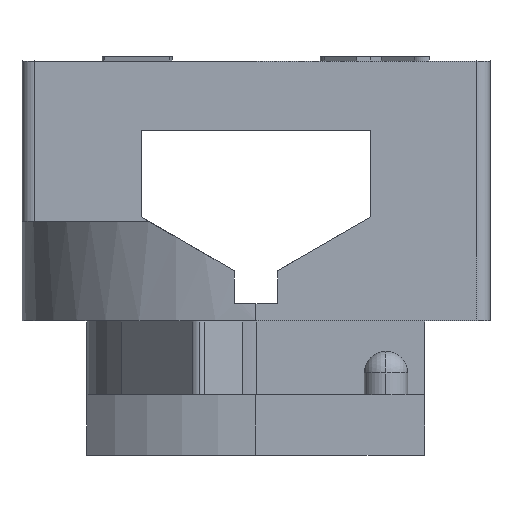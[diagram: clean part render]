
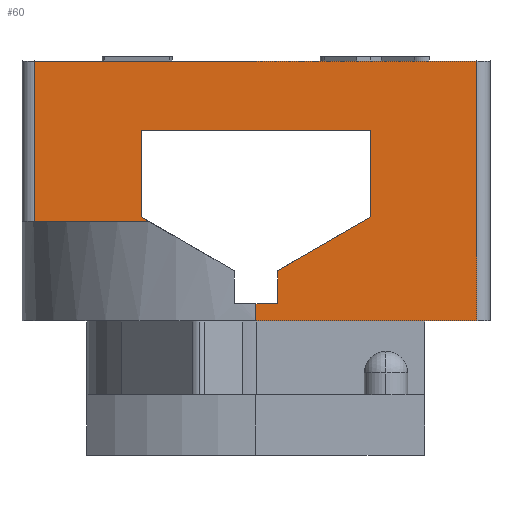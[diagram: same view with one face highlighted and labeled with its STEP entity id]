
A CAD part, left-side view. The second image highlights one B-rep face of the part: STEP entity #60.
In plain terms, the highlighted planar face has unit normal (-1, 0, 0).
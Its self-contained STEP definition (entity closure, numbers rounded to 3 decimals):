
#15 = EDGE_LOOP ( 'NONE', ( #1104, #2329, #1837, #5141, #1189, #821, #203, #5272, #1893, #3157, #145, #3295, #345 ) ) ;
#60 = ADVANCED_FACE ( 'NONE', ( #2932 ), #5619, .T. ) ;
#100 = LINE ( 'NONE', #1836, #504 ) ;
#106 = CARTESIAN_POINT ( 'NONE',  ( -5.4, 5.1, -3.7 ) ) ;
#110 = VERTEX_POINT ( 'NONE', #2431 ) ;
#145 = ORIENTED_EDGE ( 'NONE', *, *, #748, .F. ) ;
#197 = LINE ( 'NONE', #2004, #732 ) ;
#203 = ORIENTED_EDGE ( 'NONE', *, *, #1715, .F. ) ;
#312 = VERTEX_POINT ( 'NONE', #2747 ) ;
#345 = ORIENTED_EDGE ( 'NONE', *, *, #4278, .T. ) ;
#463 = VECTOR ( 'NONE', #1833, 1000. ) ;
#504 = VECTOR ( 'NONE', #3264, 1000. ) ;
#556 = DIRECTION ( 'NONE',  ( 0., 1., 0. ) ) ;
#671 = LINE ( 'NONE', #1695, #3768 ) ;
#686 = CARTESIAN_POINT ( 'NONE',  ( -5.4, -2.65, -1.6 ) ) ;
#730 = DIRECTION ( 'NONE',  ( 0., 0., -1. ) ) ;
#732 = VECTOR ( 'NONE', #3369, 1000. ) ;
#740 = VECTOR ( 'NONE', #2936, 1000. ) ;
#748 = EDGE_CURVE ( 'NONE', #2328, #3297, #100, .T. ) ;
#750 = LINE ( 'NONE', #4328, #2766 ) ;
#761 = DIRECTION ( 'NONE',  ( 0., 0., 1. ) ) ;
#808 = EDGE_CURVE ( 'NONE', #2791, #4703, #3831, .T. ) ;
#821 = ORIENTED_EDGE ( 'NONE', *, *, #3935, .F. ) ;
#834 = EDGE_CURVE ( 'NONE', #2373, #2791, #750, .T. ) ;
#930 = CARTESIAN_POINT ( 'NONE',  ( -5.4, 2.65, -6. ) ) ;
#1074 = DIRECTION ( 'NONE',  ( 0., 0., 1. ) ) ;
#1090 = EDGE_CURVE ( 'NONE', #110, #2328, #4760, .T. ) ;
#1099 = DIRECTION ( 'NONE',  ( 0., -1., 0. ) ) ;
#1104 = ORIENTED_EDGE ( 'NONE', *, *, #834, .T. ) ;
#1189 = ORIENTED_EDGE ( 'NONE', *, *, #1970, .F. ) ;
#1215 = CARTESIAN_POINT ( 'NONE',  ( -5.4, 2.65, -1.6 ) ) ;
#1279 = CARTESIAN_POINT ( 'NONE',  ( -5.4, -0.5, -5.6 ) ) ;
#1297 = CARTESIAN_POINT ( 'NONE',  ( -5.4, -5.4, 0. ) ) ;
#1491 = LINE ( 'NONE', #3334, #1770 ) ;
#1613 = CARTESIAN_POINT ( 'NONE',  ( -5.4, -0.5, -4.841 ) ) ;
#1672 = VERTEX_POINT ( 'NONE', #106 ) ;
#1695 = CARTESIAN_POINT ( 'NONE',  ( -5.4, -2.65, -6. ) ) ;
#1715 = EDGE_CURVE ( 'NONE', #2625, #3808, #4601, .T. ) ;
#1718 = VECTOR ( 'NONE', #1074, 1000. ) ;
#1770 = VECTOR ( 'NONE', #2827, 1000. ) ;
#1833 = DIRECTION ( 'NONE',  ( 0., 0., -1. ) ) ;
#1836 = CARTESIAN_POINT ( 'NONE',  ( -5.4, -0.5, -6. ) ) ;
#1837 = ORIENTED_EDGE ( 'NONE', *, *, #3067, .F. ) ;
#1893 = ORIENTED_EDGE ( 'NONE', *, *, #3339, .F. ) ;
#1970 = EDGE_CURVE ( 'NONE', #3614, #1672, #2422, .T. ) ;
#2004 = CARTESIAN_POINT ( 'NONE',  ( -5.4, -3.673, -3.009 ) ) ;
#2015 = CARTESIAN_POINT ( 'NONE',  ( -5.4, -5.4, -6. ) ) ;
#2228 = EDGE_CURVE ( 'NONE', #3297, #3944, #197, .T. ) ;
#2278 = VECTOR ( 'NONE', #730, 1000. ) ;
#2328 = VERTEX_POINT ( 'NONE', #1279 ) ;
#2329 = ORIENTED_EDGE ( 'NONE', *, *, #808, .T. ) ;
#2373 = VERTEX_POINT ( 'NONE', #4540 ) ;
#2407 = DIRECTION ( 'NONE',  ( -1., 0., 0. ) ) ;
#2410 = CARTESIAN_POINT ( 'NONE',  ( -5.4, -2.65, -3.6 ) ) ;
#2422 = LINE ( 'NONE', #4607, #3424 ) ;
#2431 = CARTESIAN_POINT ( 'NONE',  ( -5.4, 0., -5.6 ) ) ;
#2513 = CARTESIAN_POINT ( 'NONE',  ( -5.4, 0., 7.637 ) ) ;
#2571 = LINE ( 'NONE', #2513, #2278 ) ;
#2625 = VERTEX_POINT ( 'NONE', #1215 ) ;
#2747 = CARTESIAN_POINT ( 'NONE',  ( -5.4, 5.1, 0. ) ) ;
#2766 = VECTOR ( 'NONE', #1099, 1000. ) ;
#2786 = CARTESIAN_POINT ( 'NONE',  ( -5.4, -5.1, -6. ) ) ;
#2791 = VERTEX_POINT ( 'NONE', #2786 ) ;
#2827 = DIRECTION ( 'NONE',  ( 0., 1., 0. ) ) ;
#2932 = FACE_OUTER_BOUND ( 'NONE', #15, .T. ) ;
#2936 = DIRECTION ( 'NONE',  ( 0., 0., -1. ) ) ;
#2949 = VERTEX_POINT ( 'NONE', #686 ) ;
#2980 = DIRECTION ( 'NONE',  ( 0., -1., 0. ) ) ;
#3067 = EDGE_CURVE ( 'NONE', #312, #4703, #5347, .T. ) ;
#3107 = DIRECTION ( 'NONE',  ( 0., -1., 0. ) ) ;
#3157 = ORIENTED_EDGE ( 'NONE', *, *, #2228, .F. ) ;
#3264 = DIRECTION ( 'NONE',  ( 0., 0., 1. ) ) ;
#3282 = VECTOR ( 'NONE', #2980, 1000. ) ;
#3295 = ORIENTED_EDGE ( 'NONE', *, *, #1090, .F. ) ;
#3297 = VERTEX_POINT ( 'NONE', #1613 ) ;
#3334 = CARTESIAN_POINT ( 'NONE',  ( -5.4, -5.4, -1.6 ) ) ;
#3339 = EDGE_CURVE ( 'NONE', #3944, #2949, #671, .T. ) ;
#3369 = DIRECTION ( 'NONE',  ( 0., -0.866, 0.5 ) ) ;
#3424 = VECTOR ( 'NONE', #556, 1000. ) ;
#3490 = DIRECTION ( 'NONE',  ( 0., -0.866, -0.5 ) ) ;
#3614 = VERTEX_POINT ( 'NONE', #4950 ) ;
#3739 = CARTESIAN_POINT ( 'NONE',  ( -5.4, 5.1, -6. ) ) ;
#3768 = VECTOR ( 'NONE', #761, 1000. ) ;
#3808 = VERTEX_POINT ( 'NONE', #4126 ) ;
#3822 = DIRECTION ( 'NONE',  ( 0., 0., 1. ) ) ;
#3831 = LINE ( 'NONE', #5626, #1718 ) ;
#3908 = AXIS2_PLACEMENT_3D ( 'NONE', #2015, #2407, #3822 ) ;
#3935 = EDGE_CURVE ( 'NONE', #3808, #3614, #4348, .T. ) ;
#3944 = VERTEX_POINT ( 'NONE', #2410 ) ;
#4126 = CARTESIAN_POINT ( 'NONE',  ( -5.4, 2.65, -3.6 ) ) ;
#4278 = EDGE_CURVE ( 'NONE', #110, #2373, #2571, .T. ) ;
#4328 = CARTESIAN_POINT ( 'NONE',  ( -5.4, -5.4, -6. ) ) ;
#4348 = LINE ( 'NONE', #5730, #5199 ) ;
#4540 = CARTESIAN_POINT ( 'NONE',  ( -5.4, 0., -6. ) ) ;
#4566 = LINE ( 'NONE', #3739, #463 ) ;
#4569 = EDGE_CURVE ( 'NONE', #2949, #2625, #1491, .T. ) ;
#4601 = LINE ( 'NONE', #930, #740 ) ;
#4607 = CARTESIAN_POINT ( 'NONE',  ( -5.4, 5.4, -3.7 ) ) ;
#4703 = VERTEX_POINT ( 'NONE', #4773 ) ;
#4760 = LINE ( 'NONE', #5675, #3282 ) ;
#4773 = CARTESIAN_POINT ( 'NONE',  ( -5.4, -5.1, 0. ) ) ;
#4920 = EDGE_CURVE ( 'NONE', #312, #1672, #4566, .T. ) ;
#4950 = CARTESIAN_POINT ( 'NONE',  ( -5.4, 2.477, -3.7 ) ) ;
#5141 = ORIENTED_EDGE ( 'NONE', *, *, #4920, .T. ) ;
#5199 = VECTOR ( 'NONE', #3490, 1000. ) ;
#5272 = ORIENTED_EDGE ( 'NONE', *, *, #4569, .F. ) ;
#5347 = LINE ( 'NONE', #1297, #5824 ) ;
#5619 = PLANE ( 'NONE',  #3908 ) ;
#5626 = CARTESIAN_POINT ( 'NONE',  ( -5.4, -5.1, -6. ) ) ;
#5675 = CARTESIAN_POINT ( 'NONE',  ( -5.4, -5.4, -5.6 ) ) ;
#5730 = CARTESIAN_POINT ( 'NONE',  ( -5.4, -4.427, -7.686 ) ) ;
#5824 = VECTOR ( 'NONE', #3107, 1000. ) ;
